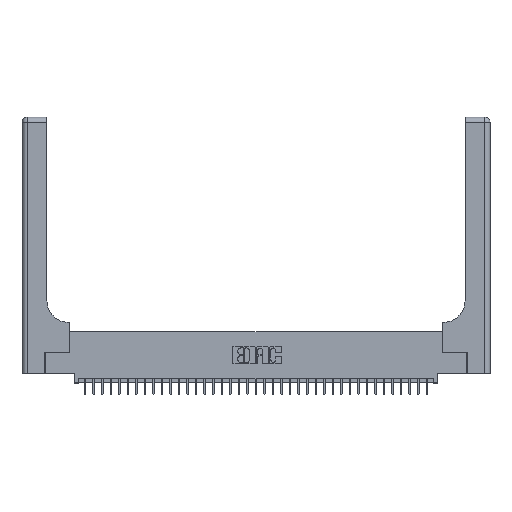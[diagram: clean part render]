
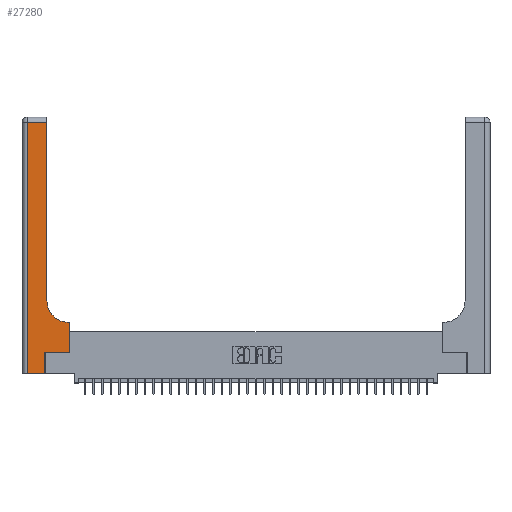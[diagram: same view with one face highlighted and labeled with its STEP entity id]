
A CAD part, top view. The second image highlights one B-rep face of the part: STEP entity #27280.
In plain terms, the highlighted planar face has unit normal (0, 0, 1).
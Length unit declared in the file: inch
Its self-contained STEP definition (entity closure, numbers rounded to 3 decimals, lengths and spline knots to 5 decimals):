
#400 = VERTEX_POINT ( 'NONE', #32483 ) ;
#2091 = CARTESIAN_POINT ( 'NONE',  ( 0.5585, 0.25, 0.37 ) ) ;
#2428 = DIRECTION ( 'NONE',  ( 0., 0., -1. ) ) ;
#2628 = DIRECTION ( 'NONE',  ( -1., 0., 0. ) ) ;
#2883 = DIRECTION ( 'NONE',  ( 0., -1., 0. ) ) ;
#3514 = PLANE ( 'NONE',  #10993 ) ;
#3800 = EDGE_CURVE ( 'NONE', #35640, #22296, #34049, .T. ) ;
#3957 = ORIENTED_EDGE ( 'NONE', *, *, #8522, .T. ) ;
#5076 = CARTESIAN_POINT ( 'NONE',  ( 0.2915, 3., 0.37 ) ) ;
#5099 = CARTESIAN_POINT ( 'NONE',  ( 0.269, 0.25, 0.37 ) ) ;
#5305 = CARTESIAN_POINT ( 'NONE',  ( 0., 3., 0.37 ) ) ;
#5383 = LINE ( 'NONE', #14166, #37182 ) ;
#5775 = VECTOR ( 'NONE', #15868, 39.37008 ) ;
#5888 = DIRECTION ( 'NONE',  ( -1., 0., 0. ) ) ;
#6613 = ORIENTED_EDGE ( 'NONE', *, *, #7893, .T. ) ;
#6843 = LINE ( 'NONE', #26862, #10293 ) ;
#7024 = VECTOR ( 'NONE', #19583, 39.37008 ) ;
#7893 = EDGE_CURVE ( 'NONE', #20283, #29061, #9959, .T. ) ;
#7954 = EDGE_LOOP ( 'NONE', ( #32577, #23029, #11941, #20641, #10185, #3957, #6613, #14105, #29817 ) ) ;
#8522 = EDGE_CURVE ( 'NONE', #22296, #20283, #9067, .T. ) ;
#9067 = LINE ( 'NONE', #5099, #13704 ) ;
#9571 = CARTESIAN_POINT ( 'NONE',  ( 0.269, 0.25, 0.37 ) ) ;
#9959 = LINE ( 'NONE', #21556, #5775 ) ;
#10185 = ORIENTED_EDGE ( 'NONE', *, *, #3800, .T. ) ;
#10293 = VECTOR ( 'NONE', #35281, 39.37008 ) ;
#10374 = EDGE_CURVE ( 'NONE', #24532, #12608, #13674, .T. ) ;
#10993 = AXIS2_PLACEMENT_3D ( 'NONE', #5305, #2428, #25874 ) ;
#11180 = VECTOR ( 'NONE', #2628, 39.37008 ) ;
#11345 = EDGE_CURVE ( 'NONE', #29061, #32574, #19822, .T. ) ;
#11772 = DIRECTION ( 'NONE',  ( 1., 0., 0. ) ) ;
#11941 = ORIENTED_EDGE ( 'NONE', *, *, #18074, .T. ) ;
#12337 = DIRECTION ( 'NONE',  ( 0., 0., -1. ) ) ;
#12608 = VERTEX_POINT ( 'NONE', #34934 ) ;
#13674 = LINE ( 'NONE', #5076, #7024 ) ;
#13704 = VECTOR ( 'NONE', #19606, 39.37008 ) ;
#14105 = ORIENTED_EDGE ( 'NONE', *, *, #11345, .T. ) ;
#14166 = CARTESIAN_POINT ( 'NONE',  ( 0.06, 3., 0.37 ) ) ;
#15234 = EDGE_CURVE ( 'NONE', #32574, #24532, #31008, .T. ) ;
#15868 = DIRECTION ( 'NONE',  ( 0., 1., 0. ) ) ;
#17129 = CARTESIAN_POINT ( 'NONE',  ( 0., 2.94, 0.37 ) ) ;
#17186 = CARTESIAN_POINT ( 'NONE',  ( 0.5415, 0.6, 0.37 ) ) ;
#17323 = CARTESIAN_POINT ( 'NONE',  ( 0.2915, 0.6, 0.37 ) ) ;
#18074 = EDGE_CURVE ( 'NONE', #19717, #400, #5383, .T. ) ;
#19583 = DIRECTION ( 'NONE',  ( 0., 1., 0. ) ) ;
#19606 = DIRECTION ( 'NONE',  ( 1., 0., 0. ) ) ;
#19717 = VERTEX_POINT ( 'NONE', #33440 ) ;
#19822 = LINE ( 'NONE', #17323, #24132 ) ;
#20283 = VERTEX_POINT ( 'NONE', #2091 ) ;
#20641 = ORIENTED_EDGE ( 'NONE', *, *, #25283, .T. ) ;
#21556 = CARTESIAN_POINT ( 'NONE',  ( 0.5585, 0.25, 0.37 ) ) ;
#22296 = VERTEX_POINT ( 'NONE', #9571 ) ;
#23029 = ORIENTED_EDGE ( 'NONE', *, *, #31132, .T. ) ;
#23095 = AXIS2_PLACEMENT_3D ( 'NONE', #29455, #12337, #11772 ) ;
#24132 = VECTOR ( 'NONE', #5888, 39.37008 ) ;
#24532 = VERTEX_POINT ( 'NONE', #29092 ) ;
#24880 = CARTESIAN_POINT ( 'NONE',  ( 0.269, 0., 0.37 ) ) ;
#25283 = EDGE_CURVE ( 'NONE', #400, #35640, #6843, .T. ) ;
#25874 = DIRECTION ( 'NONE',  ( -1., 0., 0. ) ) ;
#26862 = CARTESIAN_POINT ( 'NONE',  ( 0., 0., 0.37 ) ) ;
#27280 = ADVANCED_FACE ( 'NONE', ( #35382 ), #3514, .F. ) ;
#28098 = DIRECTION ( 'NONE',  ( 0., 1., 0. ) ) ;
#29061 = VERTEX_POINT ( 'NONE', #32139 ) ;
#29092 = CARTESIAN_POINT ( 'NONE',  ( 0.2915, 0.85, 0.37 ) ) ;
#29455 = CARTESIAN_POINT ( 'NONE',  ( 0.5415, 0.85, 0.37 ) ) ;
#29817 = ORIENTED_EDGE ( 'NONE', *, *, #15234, .T. ) ;
#29861 = CARTESIAN_POINT ( 'NONE',  ( 0.269, 0., 0.37 ) ) ;
#31008 = CIRCLE ( 'NONE', #23095, 0.25 ) ;
#31132 = EDGE_CURVE ( 'NONE', #12608, #19717, #31626, .T. ) ;
#31626 = LINE ( 'NONE', #17129, #11180 ) ;
#32139 = CARTESIAN_POINT ( 'NONE',  ( 0.5585, 0.6, 0.37 ) ) ;
#32483 = CARTESIAN_POINT ( 'NONE',  ( 0.06, 0., 0.37 ) ) ;
#32574 = VERTEX_POINT ( 'NONE', #17186 ) ;
#32577 = ORIENTED_EDGE ( 'NONE', *, *, #10374, .T. ) ;
#33440 = CARTESIAN_POINT ( 'NONE',  ( 0.06, 2.94, 0.37 ) ) ;
#34049 = LINE ( 'NONE', #24880, #35168 ) ;
#34934 = CARTESIAN_POINT ( 'NONE',  ( 0.2915, 2.94, 0.37 ) ) ;
#35168 = VECTOR ( 'NONE', #28098, 39.37008 ) ;
#35281 = DIRECTION ( 'NONE',  ( 1., 0., 0. ) ) ;
#35382 = FACE_OUTER_BOUND ( 'NONE', #7954, .T. ) ;
#35640 = VERTEX_POINT ( 'NONE', #29861 ) ;
#37182 = VECTOR ( 'NONE', #2883, 39.37008 ) ;
